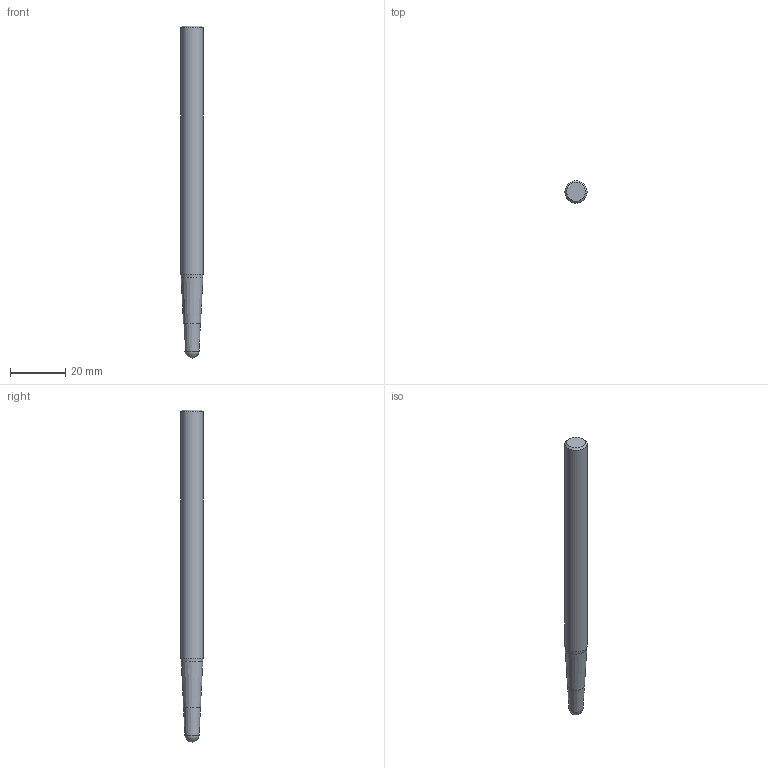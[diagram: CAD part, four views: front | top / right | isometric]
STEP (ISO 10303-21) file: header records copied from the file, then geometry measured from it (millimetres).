
FILE_DESCRIPTION(/* description */ (''),/* implementation_level */ '2;1');
FILE_NAME(/* name */ 'TOOL.STP',/* time_stamp */ '2024-12-09T11:36:23+01:00',/* author */ (''),/* organization */ ('SMS'),/* preprocessor_version */ 'ST-DEVELOPER v16.7',/* originating_system */ 'SIEMENS PLM Software NX 12.0',/* authorisation */ '');
FILE_SCHEMA (('AUTOMOTIVE_DESIGN { 1 0 10303 214 3 1 1 1 }'));
Length unit declared in the file: millimetre
Products named in the file (1): Tool
Bounding box: 8 x 8 x 120.05 mm (x, y, z)
Volume: 5495.4 mm3; surface area: 2969.8 mm2
Topology: 2 solids, 2 shells, 9 faces, 18 edges, 15 vertices
Faces by surface type: cone 4, plane 3, cylinder 1, sphere 1
Full cylindrical faces by diameter (mm): 8 x1
Entity records: 274 total; most frequent: CARTESIAN_POINT 60, DIRECTION 38, AXIS2_PLACEMENT_3D 19, EDGE_LOOP 14, ORIENTED_EDGE 14, FACE_BOUND 10, ADVANCED_FACE 9, STYLED_ITEM 9
